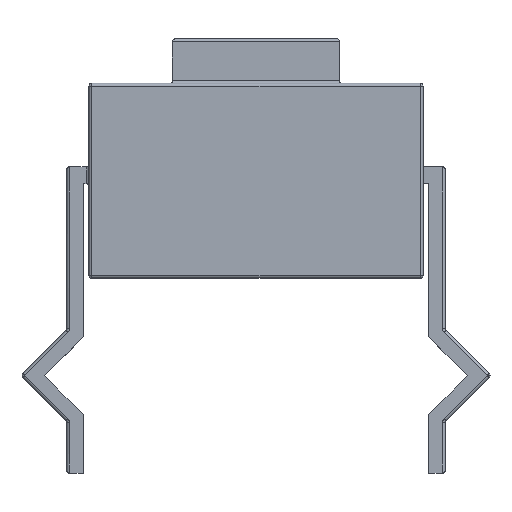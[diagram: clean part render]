
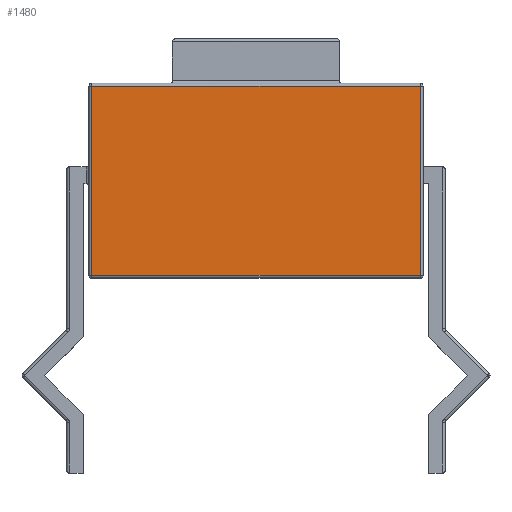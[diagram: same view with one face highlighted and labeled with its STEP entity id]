
A CAD part, top view. The second image highlights one B-rep face of the part: STEP entity #1480.
In plain terms, the highlighted planar face has unit normal (0, 0, 1).
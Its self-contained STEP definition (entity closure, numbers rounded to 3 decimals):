
#13 = CARTESIAN_POINT ( 'NONE',  ( 0.05, 0.05, 0. ) ) ;
#48 = LINE ( 'NONE', #2520, #2025 ) ;
#119 = VECTOR ( 'NONE', #803, 1000. ) ;
#333 = LINE ( 'NONE', #2853, #2422 ) ;
#472 = CARTESIAN_POINT ( 'NONE',  ( 0., 3.5, 0. ) ) ;
#509 = VERTEX_POINT ( 'NONE', #2290 ) ;
#713 = CARTESIAN_POINT ( 'NONE',  ( 5.95, 3.45, 0. ) ) ;
#732 = EDGE_CURVE ( 'NONE', #509, #1423, #2181, .T. ) ;
#757 = DIRECTION ( 'NONE',  ( 0., -1., 0. ) ) ;
#771 = EDGE_CURVE ( 'NONE', #1748, #2359, #333, .T. ) ;
#803 = DIRECTION ( 'NONE',  ( 1., 0., 0. ) ) ;
#926 = EDGE_CURVE ( 'NONE', #2359, #509, #1931, .T. ) ;
#966 = DIRECTION ( 'NONE',  ( 0., 0., -1. ) ) ;
#986 = CARTESIAN_POINT ( 'NONE',  ( 5.95, 3.5, 0. ) ) ;
#1386 = ORIENTED_EDGE ( 'NONE', *, *, #771, .T. ) ;
#1423 = VERTEX_POINT ( 'NONE', #713 ) ;
#1480 = ADVANCED_FACE ( 'NONE', ( #2329 ), #1872, .F. ) ;
#1682 = ORIENTED_EDGE ( 'NONE', *, *, #926, .T. ) ;
#1692 = AXIS2_PLACEMENT_3D ( 'NONE', #472, #966, #2099 ) ;
#1748 = VERTEX_POINT ( 'NONE', #2517 ) ;
#1872 = PLANE ( 'NONE',  #1692 ) ;
#1931 = LINE ( 'NONE', #2449, #119 ) ;
#2025 = VECTOR ( 'NONE', #2283, 1000. ) ;
#2099 = DIRECTION ( 'NONE',  ( -1., 0., 0. ) ) ;
#2181 = LINE ( 'NONE', #986, #2777 ) ;
#2283 = DIRECTION ( 'NONE',  ( -1., 0., 0. ) ) ;
#2290 = CARTESIAN_POINT ( 'NONE',  ( 5.95, 0.05, 0. ) ) ;
#2329 = FACE_OUTER_BOUND ( 'NONE', #2967, .T. ) ;
#2359 = VERTEX_POINT ( 'NONE', #13 ) ;
#2422 = VECTOR ( 'NONE', #757, 1000. ) ;
#2449 = CARTESIAN_POINT ( 'NONE',  ( 6., 0.05, 0. ) ) ;
#2515 = ORIENTED_EDGE ( 'NONE', *, *, #732, .T. ) ;
#2517 = CARTESIAN_POINT ( 'NONE',  ( 0.05, 3.45, 0. ) ) ;
#2520 = CARTESIAN_POINT ( 'NONE',  ( 0., 3.45, 0. ) ) ;
#2607 = ORIENTED_EDGE ( 'NONE', *, *, #2750, .T. ) ;
#2633 = DIRECTION ( 'NONE',  ( 0., 1., 0. ) ) ;
#2750 = EDGE_CURVE ( 'NONE', #1423, #1748, #48, .T. ) ;
#2777 = VECTOR ( 'NONE', #2633, 1000. ) ;
#2853 = CARTESIAN_POINT ( 'NONE',  ( 0.05, 3.5, 0. ) ) ;
#2967 = EDGE_LOOP ( 'NONE', ( #1386, #1682, #2515, #2607 ) ) ;
